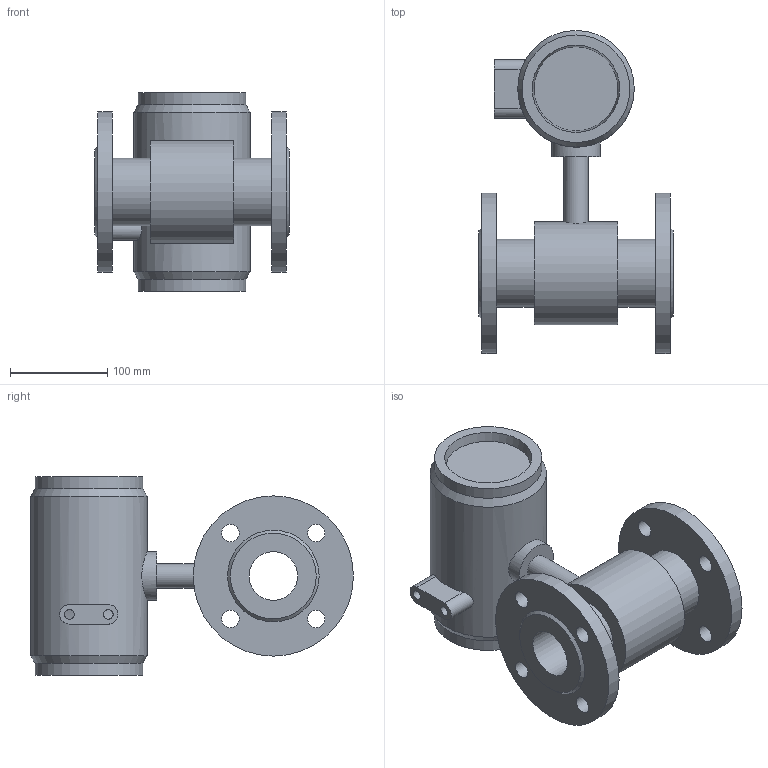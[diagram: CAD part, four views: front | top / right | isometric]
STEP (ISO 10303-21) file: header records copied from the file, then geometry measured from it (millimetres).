
FILE_DESCRIPTION(/* description */ (''),/* implementation_level */ '2;1');
FILE_NAME(/* name */ '(3D)FM200-DN50-F-口径DN50-分体式.stp',/* time_stamp */ '2023-06-06T11:58:49+08:00',/* author */ (''),/* organization */ (''),/* preprocessor_version */ 'ST-DEVELOPER v16',/* originating_system */ 'SIEMENS PLM Software NX 10.0',/* authorisation */ '');
FILE_SCHEMA (('CONFIG_CONTROL_DESIGN'));
Length unit declared in the file: millimetre
Products named in the file (1): _3D_FM200-DN50-F-口径DN50-分体式_
step
Bounding box: 200 x 332.5 x 204 mm (x, y, z)
Volume: 3528065.8 mm3; surface area: 292731.3 mm2
Topology: 1 solids, 1 shells, 47 faces, 109 edges, 77 vertices
Faces by surface type: cylinder 25, plane 16, cone 6
Full cylindrical faces by diameter (mm): 10 x2, 18 x8, 25 x1, 50 x2, 70 x2, 106 x1, 110.762 x2, 120 x1, 165 x2
Entity records: 1280 total; most frequent: CARTESIAN_POINT 274, DIRECTION 202, ORIENTED_EDGE 124, EDGE_LOOP 106, FACE_BOUND 98, AXIS2_PLACEMENT_3D 98, EDGE_CURVE 62, VERTEX_POINT 58
